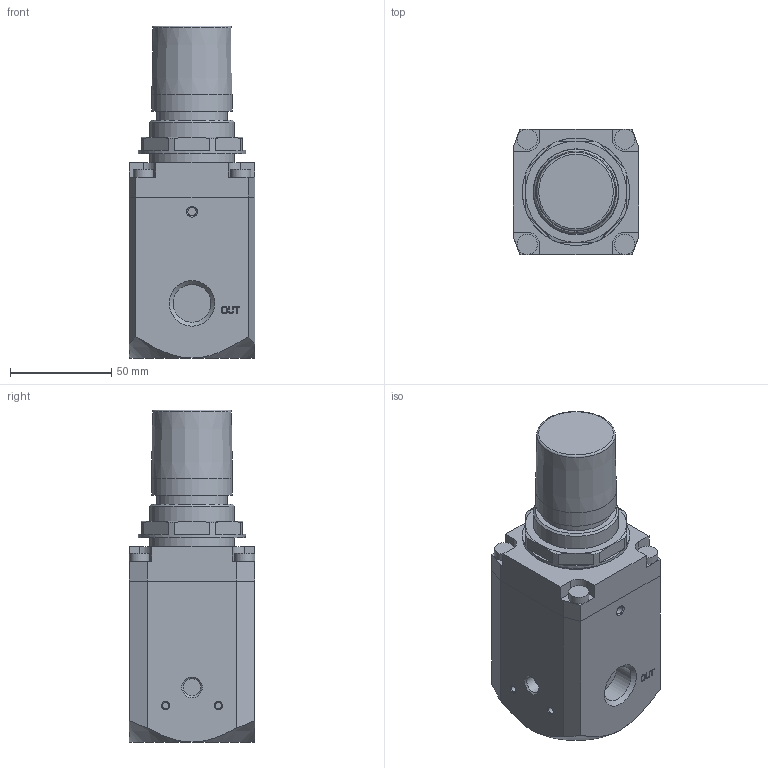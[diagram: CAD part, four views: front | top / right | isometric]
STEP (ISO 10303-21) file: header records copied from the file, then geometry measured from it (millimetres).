
FILE_DESCRIPTION(/* description */ (''),/* implementation_level */ '2;1');
FILE_NAME(/* name */ '173S2B00##E.stp',/* time_stamp */ '2014-05-22T11:31:11+02:00',/* author */ ('valotma1'),/* organization */ (''),/* preprocessor_version */ 'ST-DEVELOPER v15.2',/* originating_system */ 'Autodesk Inventor 2014',/* authorisation */ '');
FILE_SCHEMA (('AP203_CONFIGURATION_CONTROLLED_3D_DESIGN_OF_MECHANICAL_PARTS_AND_ASSEMBLIES_MIM_LF','AP242_MANAGED_MODEL_BASED_3D_ENGINEERING_MIM_LF','AUTOMOTIVE_DESIGN { 1 0 10303 214 3 1 1 }'));
Length unit declared in the file: millimetre
Products named in the file (3): 173S2B00##E; 1702-012
Bounding box: 62 x 62 x 164 mm (x, y, z)
Volume: 441951.6 mm3; surface area: 45742.8 mm2
Topology: 2 solids, 2 shells, 218 faces, 538 edges, 346 vertices
Faces by surface type: plane 146, cone 26, cylinder 23, bspline 22, torus 1
Full cylindrical faces by diameter (mm): 3.242 x4, 4.134 x1, 8.566 x2, 10 x4, 14.95 x1, 18.631 x2, 35 x1, 40 x1, 40.376 x1, 42 x1, 53 x1
Entity records: 6448 total; most frequent: CARTESIAN_POINT 1403, ORIENTED_EDGE 996, DIRECTION 916, EDGE_CURVE 498, VERTEX_POINT 340, LINE 338, VECTOR 338, AXIS2_PLACEMENT_3D 289
